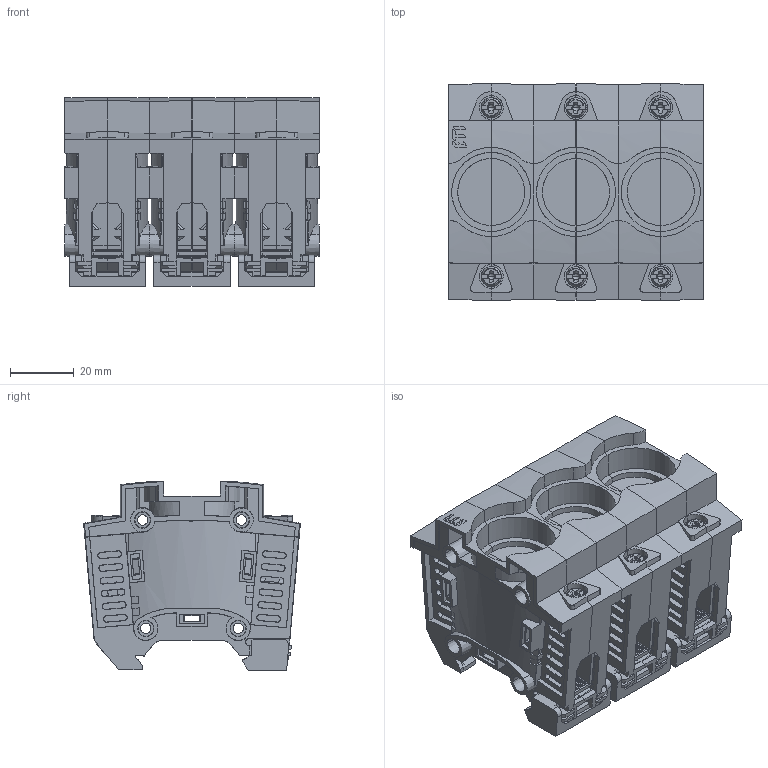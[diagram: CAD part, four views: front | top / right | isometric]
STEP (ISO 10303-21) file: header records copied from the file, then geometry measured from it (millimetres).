
FILE_DESCRIPTION((''),'2;1');
FILE_NAME('002510023_PFB_D02_3P_ASM','2023-01-23T14:02:33',('klemen.sitar'),('Audax d.o.o.'),'CREO PARAMETRIC BY PTC INC, 2021304','CREO PARAMETRIC BY PTC INC, 2021304','');
FILE_SCHEMA(('AP242_MANAGED_MODEL_BASED_3D_ENGINEERING_MIM_LF { 1 0 10303 442 1 1 4 }'));
Products named in the file (34): ASM0100_ASM_1_1; 89_SCREW_1_1_2_3_4_5_1_1; PRT0143_1_1_1; PRT0143_1_2_1; PRT0143_1_3_1; PRT0143_1_ASM_1_ASM; 0000000470_1_1_1_2_3_4_5_1_1; ASM0094_ASM_1_1_2_3_4_5_ASM_1_A_ASM; 0000040176_1_1_1_2_3_4_5_1_1; POKROV_7_1_1; PRT9501_1_1; 0000040414_2_1_1; ASM0100_ASM_1_1_1_1; 89_SCREW_1_1_2_3_4_5_1_1_1_1; 0000000470_1_1_1_2_3_4_5_1_1_1_; ASM0094_ASM_1_1_2_3_4_5_ASM_1_1_ASM; 0000040176_1_1_1_2_3_4_5_1_1_1_; POKROV_7_1_1_1_1; PRT9501_1_1_1_1; 0000040414_2_1_1_1_1; BETA_ASM_1_1_ASM_1_ASM; ASM0102_ASM_1_ASM; ASM0100_ASM_1_1_1_2_1; 89_SCREW_1_1_2_3_4_5_1_1_1_2_1; 0000000470_1_1_1_2_3_4_5_1_1__2; ASM0094_ASM_1_1_2_3_4_5_ASM_1_2_ASM; 0000040176_1_1_1_2_3_4_5_1_1__2; POKROV_7_1_1_1_2_1; PRT9501_1_1_1_2_1; 0000040414_2_1_1_1_2_1; BETA_ASM_1_1_2_ASM_1_ASM; ASM0103_ASM_1_ASM; BETA_ASM_1_ASM; 002510023_PFB_D02_3P_ASM
Assembly tree (36 placements, depth 6):
  002510023_PFB_D02_3P_ASM
    BETA_ASM_1_ASM
      ASM0100_ASM_1_1
      89_SCREW_1_1_2_3_4_5_1_1  x2
      ASM0094_ASM_1_1_2_3_4_5_ASM_1_A_ASM
        PRT0143_1_ASM_1_ASM
          PRT0143_1_1_1
          PRT0143_1_2_1
          PRT0143_1_3_1
        0000000470_1_1_1_2_3_4_5_1_1
      0000040176_1_1_1_2_3_4_5_1_1
      POKROV_7_1_1
      PRT9501_1_1
      0000040414_2_1_1
      ASM0102_ASM_1_ASM
        BETA_ASM_1_1_ASM_1_ASM
          ASM0100_ASM_1_1_1_1
          89_SCREW_1_1_2_3_4_5_1_1_1_1  x2
          ASM0094_ASM_1_1_2_3_4_5_ASM_1_1_ASM
            0000000470_1_1_1_2_3_4_5_1_1_1_
          0000040176_1_1_1_2_3_4_5_1_1_1_
          POKROV_7_1_1_1_1
          PRT9501_1_1_1_1
          0000040414_2_1_1_1_1
      ASM0103_ASM_1_ASM
        BETA_ASM_1_1_2_ASM_1_ASM
          ASM0100_ASM_1_1_1_2_1
          89_SCREW_1_1_2_3_4_5_1_1_1_2_1  x2
          ASM0094_ASM_1_1_2_3_4_5_ASM_1_2_ASM
            0000000470_1_1_1_2_3_4_5_1_1__2
          0000040176_1_1_1_2_3_4_5_1_1__2
          POKROV_7_1_1_1_2_1
          PRT9501_1_1_1_2_1
          0000040414_2_1_1_1_2_1
Bounding box: 79.8 x 68 x 59.26 mm (x, y, z)
Volume: 148080.5 mm3; surface area: 109420.9 mm2
Topology: 24 solids, 63 shells, 4971 faces, 14436 edges, 9732 vertices
Faces by surface type: plane 3645, cone 648, cylinder 618, bspline 24, torus 24, sphere 12
Entity records: 207452 total; most frequent: CARTESIAN_POINT 36538, ORIENTED_EDGE 27906, DIRECTION 24939, EDGE_CURVE 14031, VECTOR 9733, LINE 9733, VERTEX_POINT 9474, AXIS2_PLACEMENT_3D 7603
